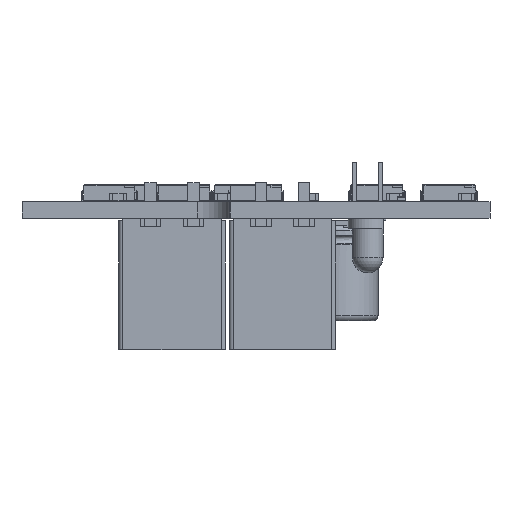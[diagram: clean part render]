
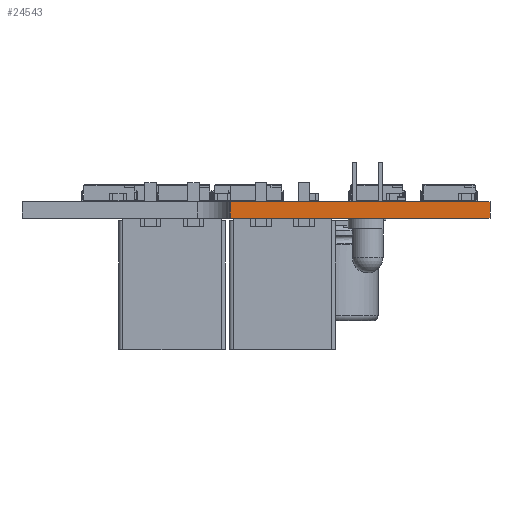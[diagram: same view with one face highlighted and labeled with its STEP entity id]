
A CAD part, front view. The second image highlights one B-rep face of the part: STEP entity #24543.
In plain terms, the highlighted planar face has unit normal (0, -1, 0).
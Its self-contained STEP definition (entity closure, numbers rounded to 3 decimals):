
#23147 = PLANE('',#23148);
#23148 = AXIS2_PLACEMENT_3D('',#23149,#23150,#23151);
#23149 = CARTESIAN_POINT('',(146.686,-99.671,1.6));
#23150 = DIRECTION('',(0.,0.,1.));
#23151 = DIRECTION('',(1.,0.,-0.));
#23201 = PLANE('',#23202);
#23202 = AXIS2_PLACEMENT_3D('',#23203,#23204,#23205);
#23203 = CARTESIAN_POINT('',(146.686,-99.671,0.));
#23204 = DIRECTION('',(0.,0.,1.));
#23205 = DIRECTION('',(1.,0.,-0.));
#23310 = PLANE('',#23311);
#23311 = AXIS2_PLACEMENT_3D('',#23312,#23313,#23314);
#23312 = CARTESIAN_POINT('',(137.421,-140.827,0.));
#23313 = DIRECTION('',(1.,0.,-0.));
#23314 = DIRECTION('',(0.,-1.,0.));
#23373 = VERTEX_POINT('',#23374);
#23374 = CARTESIAN_POINT('',(137.421,-160.512,0.));
#23395 = EDGE_CURVE('',#23373,#23396,#23398,.T.);
#23396 = VERTEX_POINT('',#23397);
#23397 = CARTESIAN_POINT('',(162.821,-160.512,0.));
#23398 = SURFACE_CURVE('',#23399,(#23403,#23410),.PCURVE_S1.);
#23399 = LINE('',#23400,#23401);
#23400 = CARTESIAN_POINT('',(137.421,-160.512,0.));
#23401 = VECTOR('',#23402,1.);
#23402 = DIRECTION('',(1.,0.,0.));
#23403 = PCURVE('',#23201,#23404);
#23404 = DEFINITIONAL_REPRESENTATION('',(#23405),#23409);
#23405 = LINE('',#23406,#23407);
#23406 = CARTESIAN_POINT('',(-9.265,-60.841));
#23407 = VECTOR('',#23408,1.);
#23408 = DIRECTION('',(1.,0.));
#23409 = ( GEOMETRIC_REPRESENTATION_CONTEXT(2) 
PARAMETRIC_REPRESENTATION_CONTEXT() REPRESENTATION_CONTEXT('2D SPACE',''
  ) );
#23410 = PCURVE('',#23411,#23416);
#23411 = PLANE('',#23412);
#23412 = AXIS2_PLACEMENT_3D('',#23413,#23414,#23415);
#23413 = CARTESIAN_POINT('',(137.421,-160.512,0.));
#23414 = DIRECTION('',(0.,1.,0.));
#23415 = DIRECTION('',(1.,0.,0.));
#23416 = DEFINITIONAL_REPRESENTATION('',(#23417),#23421);
#23417 = LINE('',#23418,#23419);
#23418 = CARTESIAN_POINT('',(0.,0.));
#23419 = VECTOR('',#23420,1.);
#23420 = DIRECTION('',(1.,0.));
#23421 = ( GEOMETRIC_REPRESENTATION_CONTEXT(2) 
PARAMETRIC_REPRESENTATION_CONTEXT() REPRESENTATION_CONTEXT('2D SPACE',''
  ) );
#23439 = PLANE('',#23440);
#23440 = AXIS2_PLACEMENT_3D('',#23441,#23442,#23443);
#23441 = CARTESIAN_POINT('',(162.821,-160.512,0.));
#23442 = DIRECTION('',(-1.,0.,0.));
#23443 = DIRECTION('',(0.,1.,0.));
#23966 = VERTEX_POINT('',#23967);
#23967 = CARTESIAN_POINT('',(137.421,-160.512,1.6));
#23988 = EDGE_CURVE('',#23966,#23989,#23991,.T.);
#23989 = VERTEX_POINT('',#23990);
#23990 = CARTESIAN_POINT('',(162.821,-160.512,1.6));
#23991 = SURFACE_CURVE('',#23992,(#23996,#24003),.PCURVE_S1.);
#23992 = LINE('',#23993,#23994);
#23993 = CARTESIAN_POINT('',(137.421,-160.512,1.6));
#23994 = VECTOR('',#23995,1.);
#23995 = DIRECTION('',(1.,0.,0.));
#23996 = PCURVE('',#23147,#23997);
#23997 = DEFINITIONAL_REPRESENTATION('',(#23998),#24002);
#23998 = LINE('',#23999,#24000);
#23999 = CARTESIAN_POINT('',(-9.265,-60.841));
#24000 = VECTOR('',#24001,1.);
#24001 = DIRECTION('',(1.,0.));
#24002 = ( GEOMETRIC_REPRESENTATION_CONTEXT(2) 
PARAMETRIC_REPRESENTATION_CONTEXT() REPRESENTATION_CONTEXT('2D SPACE',''
  ) );
#24003 = PCURVE('',#23411,#24004);
#24004 = DEFINITIONAL_REPRESENTATION('',(#24005),#24009);
#24005 = LINE('',#24006,#24007);
#24006 = CARTESIAN_POINT('',(0.,-1.6));
#24007 = VECTOR('',#24008,1.);
#24008 = DIRECTION('',(1.,0.));
#24009 = ( GEOMETRIC_REPRESENTATION_CONTEXT(2) 
PARAMETRIC_REPRESENTATION_CONTEXT() REPRESENTATION_CONTEXT('2D SPACE',''
  ) );
#24495 = EDGE_CURVE('',#23373,#23966,#24496,.T.);
#24496 = SURFACE_CURVE('',#24497,(#24501,#24508),.PCURVE_S1.);
#24497 = LINE('',#24498,#24499);
#24498 = CARTESIAN_POINT('',(137.421,-160.512,0.));
#24499 = VECTOR('',#24500,1.);
#24500 = DIRECTION('',(0.,0.,1.));
#24501 = PCURVE('',#23310,#24502);
#24502 = DEFINITIONAL_REPRESENTATION('',(#24503),#24507);
#24503 = LINE('',#24504,#24505);
#24504 = CARTESIAN_POINT('',(19.685,0.));
#24505 = VECTOR('',#24506,1.);
#24506 = DIRECTION('',(0.,-1.));
#24507 = ( GEOMETRIC_REPRESENTATION_CONTEXT(2) 
PARAMETRIC_REPRESENTATION_CONTEXT() REPRESENTATION_CONTEXT('2D SPACE',''
  ) );
#24508 = PCURVE('',#23411,#24509);
#24509 = DEFINITIONAL_REPRESENTATION('',(#24510),#24514);
#24510 = LINE('',#24511,#24512);
#24511 = CARTESIAN_POINT('',(0.,0.));
#24512 = VECTOR('',#24513,1.);
#24513 = DIRECTION('',(0.,-1.));
#24514 = ( GEOMETRIC_REPRESENTATION_CONTEXT(2) 
PARAMETRIC_REPRESENTATION_CONTEXT() REPRESENTATION_CONTEXT('2D SPACE',''
  ) );
#24543 = ADVANCED_FACE('',(#24544),#23411,.F.);
#24544 = FACE_BOUND('',#24545,.F.);
#24545 = EDGE_LOOP('',(#24546,#24547,#24548,#24569));
#24546 = ORIENTED_EDGE('',*,*,#24495,.T.);
#24547 = ORIENTED_EDGE('',*,*,#23988,.T.);
#24548 = ORIENTED_EDGE('',*,*,#24549,.F.);
#24549 = EDGE_CURVE('',#23396,#23989,#24550,.T.);
#24550 = SURFACE_CURVE('',#24551,(#24555,#24562),.PCURVE_S1.);
#24551 = LINE('',#24552,#24553);
#24552 = CARTESIAN_POINT('',(162.821,-160.512,0.));
#24553 = VECTOR('',#24554,1.);
#24554 = DIRECTION('',(0.,0.,1.));
#24555 = PCURVE('',#23411,#24556);
#24556 = DEFINITIONAL_REPRESENTATION('',(#24557),#24561);
#24557 = LINE('',#24558,#24559);
#24558 = CARTESIAN_POINT('',(25.4,0.));
#24559 = VECTOR('',#24560,1.);
#24560 = DIRECTION('',(0.,-1.));
#24561 = ( GEOMETRIC_REPRESENTATION_CONTEXT(2) 
PARAMETRIC_REPRESENTATION_CONTEXT() REPRESENTATION_CONTEXT('2D SPACE',''
  ) );
#24562 = PCURVE('',#23439,#24563);
#24563 = DEFINITIONAL_REPRESENTATION('',(#24564),#24568);
#24564 = LINE('',#24565,#24566);
#24565 = CARTESIAN_POINT('',(0.,0.));
#24566 = VECTOR('',#24567,1.);
#24567 = DIRECTION('',(0.,-1.));
#24568 = ( GEOMETRIC_REPRESENTATION_CONTEXT(2) 
PARAMETRIC_REPRESENTATION_CONTEXT() REPRESENTATION_CONTEXT('2D SPACE',''
  ) );
#24569 = ORIENTED_EDGE('',*,*,#23395,.F.);
